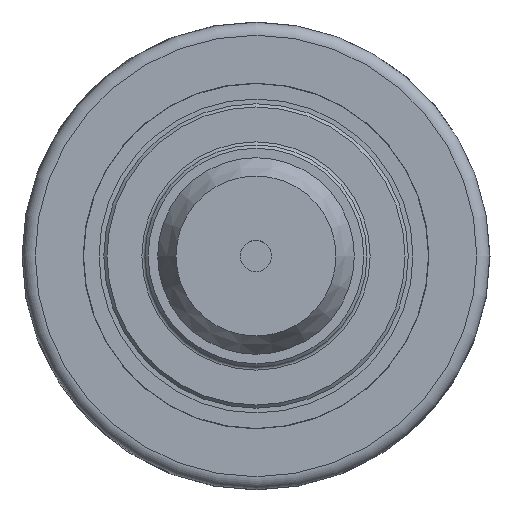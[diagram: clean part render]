
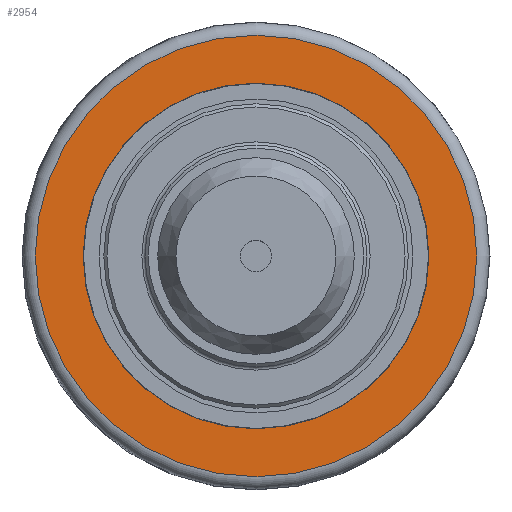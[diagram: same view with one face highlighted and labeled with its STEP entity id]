
A CAD part, left-side view. The second image highlights one B-rep face of the part: STEP entity #2954.
In plain terms, the highlighted planar face has unit normal (-1, 0, 0).
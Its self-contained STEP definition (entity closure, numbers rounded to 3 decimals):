
#463=FACE_BOUND('',#860,.T.);
#519=PLANE('',#3327);
#668=FACE_OUTER_BOUND('',#859,.T.);
#859=EDGE_LOOP('',(#2608,#2609));
#860=EDGE_LOOP('',(#2610));
#1054=CIRCLE('',#3309,27.25);
#1067=CIRCLE('',#3325,34.809);
#1068=CIRCLE('',#3326,34.809);
#1354=VERTEX_POINT('',#5829);
#1364=VERTEX_POINT('',#5882);
#1365=VERTEX_POINT('',#5884);
#1769=EDGE_CURVE('',#1354,#1354,#1054,.T.);
#1783=EDGE_CURVE('',#1364,#1365,#1067,.T.);
#1784=EDGE_CURVE('',#1365,#1364,#1068,.T.);
#2608=ORIENTED_EDGE('',*,*,#1784,.F.);
#2609=ORIENTED_EDGE('',*,*,#1783,.F.);
#2610=ORIENTED_EDGE('',*,*,#1769,.T.);
#2954=ADVANCED_FACE('',(#668,#463),#519,.T.);
#3309=AXIS2_PLACEMENT_3D('',#5830,#4109,#4110);
#3325=AXIS2_PLACEMENT_3D('',#5885,#4142,#4143);
#3326=AXIS2_PLACEMENT_3D('',#5886,#4144,#4145);
#3327=AXIS2_PLACEMENT_3D('',#5887,#4146,#4147);
#4109=DIRECTION('center_axis',(1.,0.,0.));
#4110=DIRECTION('ref_axis',(0.,0.,-1.));
#4142=DIRECTION('center_axis',(1.,0.,0.));
#4143=DIRECTION('ref_axis',(0.,0.,-1.));
#4144=DIRECTION('center_axis',(1.,0.,0.));
#4145=DIRECTION('ref_axis',(0.,0.,-1.));
#4146=DIRECTION('center_axis',(-1.,0.,0.));
#4147=DIRECTION('ref_axis',(0.,-1.,0.));
#5829=CARTESIAN_POINT('',(18.5,0.,-27.25));
#5830=CARTESIAN_POINT('Origin',(18.5,0.,0.));
#5882=CARTESIAN_POINT('',(18.5,-34.809,0.));
#5884=CARTESIAN_POINT('',(18.5,0.,34.809));
#5885=CARTESIAN_POINT('Origin',(18.5,0.,0.));
#5886=CARTESIAN_POINT('Origin',(18.5,0.,0.));
#5887=CARTESIAN_POINT('Origin',(18.5,0.,31.984));
